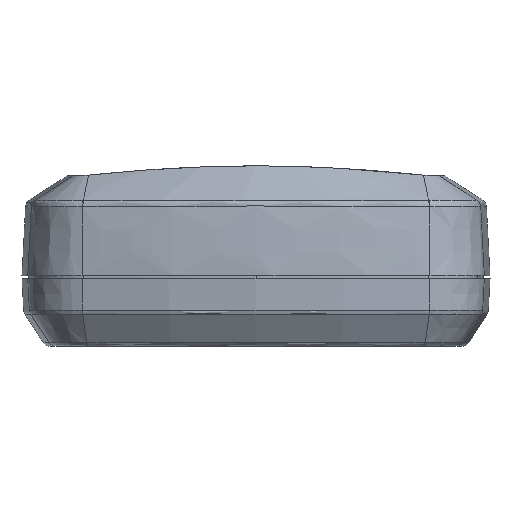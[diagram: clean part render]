
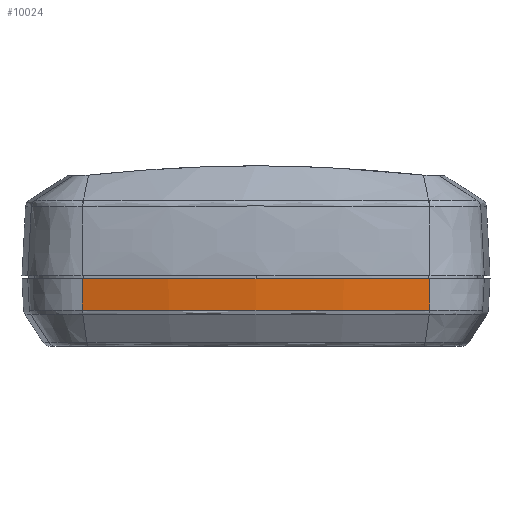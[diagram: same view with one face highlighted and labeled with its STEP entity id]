
A CAD part, left-side view. The second image highlights one B-rep face of the part: STEP entity #10024.
In plain terms, the highlighted conical face has half-angle 3 degrees and reference radius 135 mm.
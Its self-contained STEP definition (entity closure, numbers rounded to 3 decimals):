
#1117 = CARTESIAN_POINT ( 'NONE',  ( 11828.1, 61.756, 0. ) ) ;
#1146 = DIRECTION ( 'NONE',  ( 0., 0., 1. ) ) ;
#1163 = CARTESIAN_POINT ( 'NONE',  ( 11827.794, 61.684, 6. ) ) ;
#1426 = AXIS2_PLACEMENT_3D ( 'NONE', #2444, #4693, #12225 ) ;
#1628 = VECTOR ( 'NONE', #1993, 1000. ) ;
#1968 = CIRCLE ( 'NONE', #8619, 135. ) ;
#1990 = LINE ( 'NONE', #3117, #1628 ) ;
#1993 = DIRECTION ( 'NONE',  ( 0.051, -0.012, -0.999 ) ) ;
#2358 = FACE_OUTER_BOUND ( 'NONE', #11133, .T. ) ;
#2444 = CARTESIAN_POINT ( 'NONE',  ( 11959.221, 92.538, 6. ) ) ;
#3117 = CARTESIAN_POINT ( 'NONE',  ( 11828.1, 123.321, 0. ) ) ;
#3362 = ORIENTED_EDGE ( 'NONE', *, *, #4021, .F. ) ;
#3417 = VECTOR ( 'NONE', #11093, 1000. ) ;
#3750 = VERTEX_POINT ( 'NONE', #10072 ) ;
#4021 = EDGE_CURVE ( 'NONE', #8227, #13028, #1968, .T. ) ;
#4693 = DIRECTION ( 'NONE',  ( 0., 0., 1. ) ) ;
#4837 = DIRECTION ( 'NONE',  ( 0., 0., 1. ) ) ;
#4853 = ORIENTED_EDGE ( 'NONE', *, *, #13747, .T. ) ;
#4961 = CONICAL_SURFACE ( 'NONE', #1426, 135., 0.052 ) ;
#5070 = AXIS2_PLACEMENT_3D ( 'NONE', #11430, #4837, #12563 ) ;
#5073 = ORIENTED_EDGE ( 'NONE', *, *, #9943, .F. ) ;
#5353 = ORIENTED_EDGE ( 'NONE', *, *, #13572, .T. ) ;
#6801 = CARTESIAN_POINT ( 'NONE',  ( 11827.794, 123.393, 6. ) ) ;
#7788 = CARTESIAN_POINT ( 'NONE',  ( 11959.221, 92.538, 6. ) ) ;
#8227 = VERTEX_POINT ( 'NONE', #6801 ) ;
#8619 = AXIS2_PLACEMENT_3D ( 'NONE', #7788, #1146, #8893 ) ;
#8893 = DIRECTION ( 'NONE',  ( 1., 0., 0. ) ) ;
#8936 = LINE ( 'NONE', #1117, #3417 ) ;
#9726 = CARTESIAN_POINT ( 'NONE',  ( 11828.08, 123.326, 0.401 ) ) ;
#9943 = EDGE_CURVE ( 'NONE', #13028, #3750, #8936, .T. ) ;
#10024 = ADVANCED_FACE ( 'NONE', ( #2358 ), #4961, .T. ) ;
#10072 = CARTESIAN_POINT ( 'NONE',  ( 11828.079, 61.751, 0.401 ) ) ;
#10434 = VERTEX_POINT ( 'NONE', #9726 ) ;
#10966 = CIRCLE ( 'NONE', #5070, 134.707 ) ;
#11093 = DIRECTION ( 'NONE',  ( 0.051, 0.012, -0.999 ) ) ;
#11133 = EDGE_LOOP ( 'NONE', ( #3362, #4853, #5353, #5073 ) ) ;
#11430 = CARTESIAN_POINT ( 'NONE',  ( 11959.221, 92.538, 0.401 ) ) ;
#12225 = DIRECTION ( 'NONE',  ( 1., 0., 0. ) ) ;
#12563 = DIRECTION ( 'NONE',  ( -1., 0., 0. ) ) ;
#13028 = VERTEX_POINT ( 'NONE', #1163 ) ;
#13572 = EDGE_CURVE ( 'NONE', #10434, #3750, #10966, .T. ) ;
#13747 = EDGE_CURVE ( 'NONE', #8227, #10434, #1990, .T. ) ;
